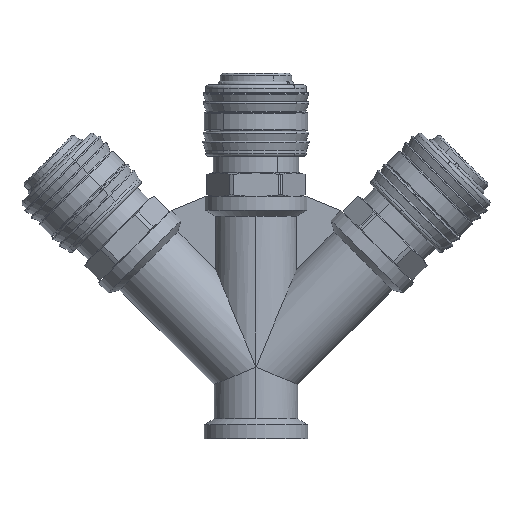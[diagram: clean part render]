
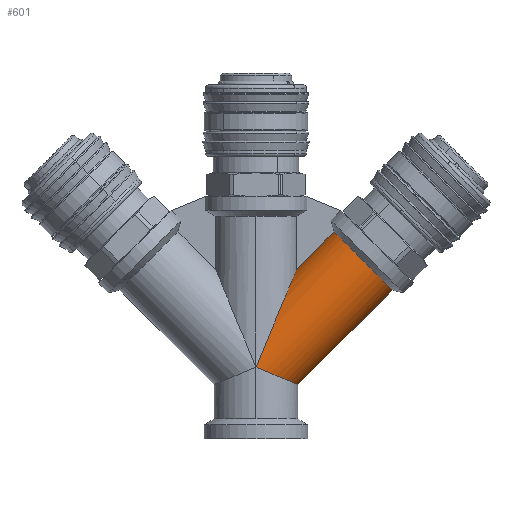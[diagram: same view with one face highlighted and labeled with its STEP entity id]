
A CAD part, left-side view. The second image highlights one B-rep face of the part: STEP entity #601.
In plain terms, the highlighted cylindrical face has radius 10.5 mm (diameter 21 mm), a partial arc.
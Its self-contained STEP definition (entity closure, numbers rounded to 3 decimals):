
#601=ADVANCED_FACE('',(#1450),#1451,.T.);
#1450=FACE_OUTER_BOUND('',#2557,.T.);
#1451=CYLINDRICAL_SURFACE('',#2558,10.5);
#2557=EDGE_LOOP('',(#4281,#4282,#4283,#4284,#4285));
#2558=AXIS2_PLACEMENT_3D('',#4286,#4287,#4288);
#4281=ORIENTED_EDGE('',*,*,#6938,.T.);
#4282=ORIENTED_EDGE('',*,*,#6939,.T.);
#4283=ORIENTED_EDGE('',*,*,#6940,.T.);
#4284=ORIENTED_EDGE('',*,*,#6941,.F.);
#4285=ORIENTED_EDGE('',*,*,#6942,.F.);
#4286=CARTESIAN_POINT('',(90.015,26.155,-22.854));
#4287=DIRECTION('',(0.0,0.707,-0.707));
#4288=DIRECTION('',(0.0,-0.707,-0.707));
#6938=EDGE_CURVE('',#8473,#8474,#8475,.T.);
#6939=EDGE_CURVE('',#8474,#8476,#8477,.T.);
#6940=EDGE_CURVE('',#8476,#8478,#8479,.T.);
#6941=EDGE_CURVE('',#8416,#8478,#8480,.T.);
#6942=EDGE_CURVE('',#8473,#8416,#8481,.T.);
#8416=VERTEX_POINT('',#10524);
#8473=VERTEX_POINT('',#10629);
#8474=VERTEX_POINT('',#10630);
#8475=LINE('',#10631,#10632);
#8476=VERTEX_POINT('',#10633);
#8477=CIRCLE('',#10634,10.5);
#8478=VERTEX_POINT('',#10635);
#8479=LINE('',#10636,#10637);
#8480=ELLIPSE('',#10638,27.438,10.5);
#8481=ELLIPSE('',#10639,11.365,10.5);
#10524=CARTESIAN_POINT('',(79.515,41.358,-38.057));
#10629=CARTESIAN_POINT('',(90.015,30.858,-42.406));
#10630=CARTESIAN_POINT('',(90.015,7.063,-18.612));
#10631=CARTESIAN_POINT('',(90.015,18.731,-30.279));
#10632=VECTOR('',#12853,1.0);
#10633=CARTESIAN_POINT('',(87.515,21.699,-3.976));
#10634=AXIS2_PLACEMENT_3D('',#12854,#12855,#12856);
#10635=CARTESIAN_POINT('',(87.515,31.16,-13.437));
#10636=CARTESIAN_POINT('',(87.515,33.366,-15.643));
#10637=VECTOR('',#12857,10.0);
#10638=AXIS2_PLACEMENT_3D('',#12858,#12859,#12860);
#10639=AXIS2_PLACEMENT_3D('',#12861,#12862,#12863);
#12853=DIRECTION('',(-0.0,-0.707,0.707));
#12854=CARTESIAN_POINT('',(90.015,14.488,-11.187));
#12855=DIRECTION('',(0.0,0.707,-0.707));
#12856=DIRECTION('',(0.0,-0.707,-0.707));
#12857=DIRECTION('',(0.0,0.707,-0.707));
#12858=CARTESIAN_POINT('',(90.015,41.358,-38.057));
#12859=DIRECTION('',(0.0,0.924,0.383));
#12860=DIRECTION('',(0.0,0.383,-0.924));
#12861=CARTESIAN_POINT('',(90.015,41.358,-38.057));
#12862=DIRECTION('',(0.0,0.383,-0.924));
#12863=DIRECTION('',(0.0,-0.924,-0.383));
